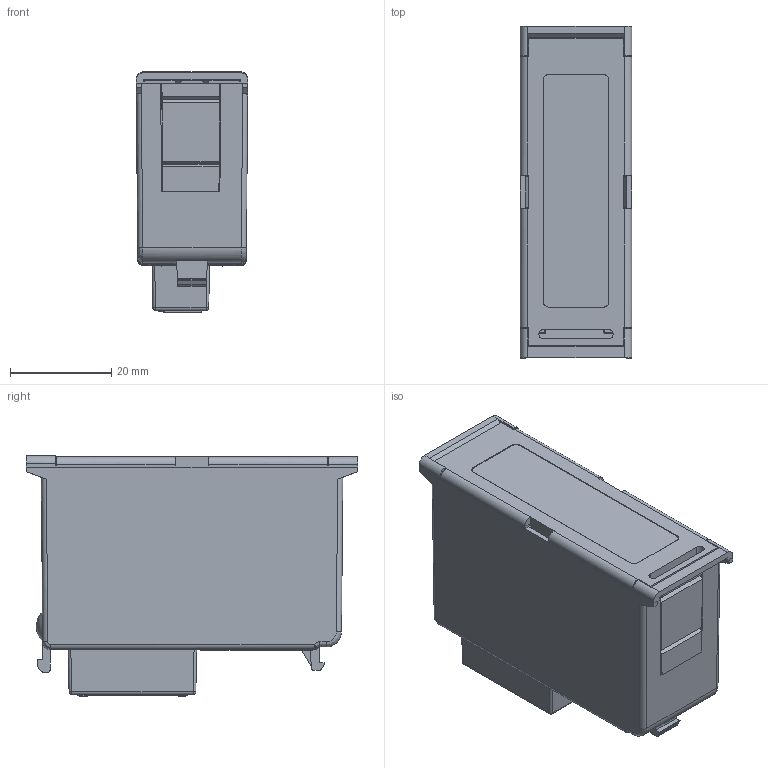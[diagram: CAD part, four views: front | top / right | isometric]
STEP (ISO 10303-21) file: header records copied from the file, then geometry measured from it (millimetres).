
FILE_DESCRIPTION(/* description */ (''),/* implementation_level */ '2;1');
FILE_NAME(/* name */ 'FILE_STP_CAD_DRAWING_3D_EXS0000_prt.stp',/* time_stamp */ '2022-02-03T14:57:55+01:00',/* author */ (''),/* organization */ (''),/* preprocessor_version */ 'ST-DEVELOPER v16.7',/* originating_system */ 'SIEMENS PLM Software NX 12.0',/* authorisation */ '');
FILE_SCHEMA (('AUTOMOTIVE_DESIGN { 1 0 10303 214 3 1 1 1 }'));
Length unit declared in the file: millimetre
Products named in the file (1): 3D_EXS0000
Bounding box: 22.02 x 65.5 x 47.41 mm (x, y, z)
Surface area: 21642.8 mm2 (no closed solid volume)
Topology: 0 solids, 12 shells, 624 faces, 2885 edges, 2198 vertices
Faces by surface type: plane 459, cylinder 139, bspline 11, sphere 9, cone 6
Entity records: 29799 total; most frequent: CARTESIAN_POINT 7213, DIRECTION 4401, ORIENTED_EDGE 4179, EDGE_CURVE 2875, LINE 2339, VECTOR 2339, VERTEX_POINT 2198, AXIS2_PLACEMENT_3D 1031
